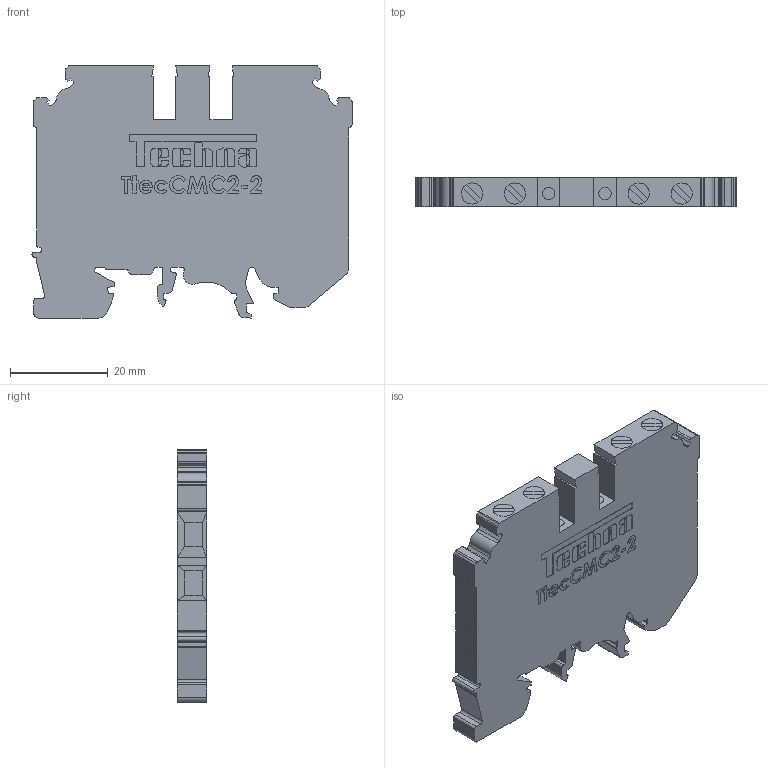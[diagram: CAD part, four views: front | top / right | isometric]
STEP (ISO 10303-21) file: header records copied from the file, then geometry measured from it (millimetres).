
FILE_DESCRIPTION (( 'STEP AP214' ), '1' );
FILE_NAME ('TtecCMC2-2.STEP', '2020-10-19T12:50:10', ( '' ), ( '' ), 'SwSTEP 2.0', 'SolidWorks 2020', '' );
FILE_SCHEMA (( 'AUTOMOTIVE_DESIGN' ));
Length unit declared in the file: millimetre
Products named in the file (1): TtecCMC2-2
Bounding box: 65.35 x 6 x 51.52 mm (x, y, z)
Volume: 16673.9 mm3; surface area: 7716.7 mm2
Topology: 1 solids, 1 shells, 758 faces, 2088 edges, 1376 vertices
Faces by surface type: plane 466, cylinder 202, bspline 90
Entity records: 35003 total; most frequent: CARTESIAN_POINT 10121, ORIENTED_EDGE 4176, DIRECTION 3666, EDGE_CURVE 2088, VECTOR 1488, LINE 1488, VERTEX_POINT 1376, AXIS2_PLACEMENT_3D 1089
